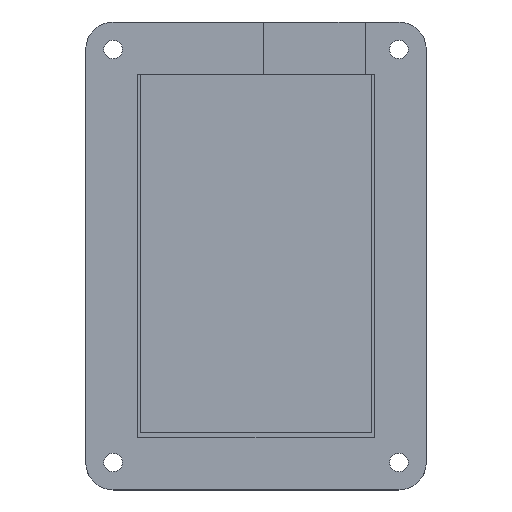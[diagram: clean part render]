
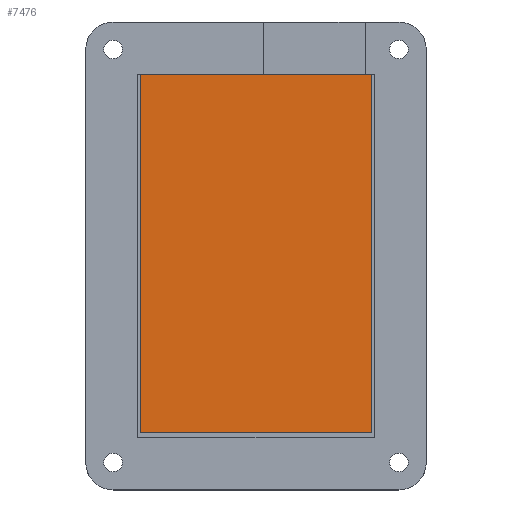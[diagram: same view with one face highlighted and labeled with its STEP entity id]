
A CAD part, top view. The second image highlights one B-rep face of the part: STEP entity #7476.
In plain terms, the highlighted planar face has unit normal (0, 0, 1).
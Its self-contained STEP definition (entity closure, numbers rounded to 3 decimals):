
#211=PLANE('',#7651);
#613=FACE_OUTER_BOUND('',#1048,.T.);
#1048=EDGE_LOOP('',(#6801,#6802,#6803,#6804));
#1601=LINE('',#15328,#2162);
#1604=LINE('',#15334,#2165);
#1607=LINE('',#15340,#2168);
#1610=LINE('',#15344,#2171);
#2162=VECTOR('',#8517,10.);
#2165=VECTOR('',#8522,10.);
#2168=VECTOR('',#8527,10.);
#2171=VECTOR('',#8532,10.);
#3446=VERTEX_POINT('',#15325);
#3447=VERTEX_POINT('',#15327);
#3449=VERTEX_POINT('',#15333);
#3451=VERTEX_POINT('',#15339);
#4561=EDGE_CURVE('',#3447,#3446,#1601,.T.);
#4564=EDGE_CURVE('',#3449,#3447,#1604,.T.);
#4567=EDGE_CURVE('',#3451,#3449,#1607,.T.);
#4570=EDGE_CURVE('',#3446,#3451,#1610,.T.);
#6801=ORIENTED_EDGE('',*,*,#4570,.T.);
#6802=ORIENTED_EDGE('',*,*,#4567,.T.);
#6803=ORIENTED_EDGE('',*,*,#4564,.T.);
#6804=ORIENTED_EDGE('',*,*,#4561,.T.);
#7476=ADVANCED_FACE('',(#613),#211,.T.);
#7651=AXIS2_PLACEMENT_3D('',#15345,#8533,#8534);
#8517=DIRECTION('',(1.,0.,0.));
#8522=DIRECTION('',(0.,-1.,0.));
#8527=DIRECTION('',(-1.,0.,0.));
#8532=DIRECTION('',(0.,1.,0.));
#8533=DIRECTION('center_axis',(0.,0.,1.));
#8534=DIRECTION('ref_axis',(1.,0.,0.));
#15325=CARTESIAN_POINT('',(42.52,1.,5.6));
#15327=CARTESIAN_POINT('',(0.5,1.,5.6));
#15328=CARTESIAN_POINT('',(0.5,1.,5.6));
#15333=CARTESIAN_POINT('',(0.5,66.2,5.6));
#15334=CARTESIAN_POINT('',(0.5,66.2,5.6));
#15339=CARTESIAN_POINT('',(42.52,66.2,5.6));
#15340=CARTESIAN_POINT('',(42.52,66.2,5.6));
#15344=CARTESIAN_POINT('',(42.52,1.,5.6));
#15345=CARTESIAN_POINT('Origin',(21.51,33.6,5.6));
